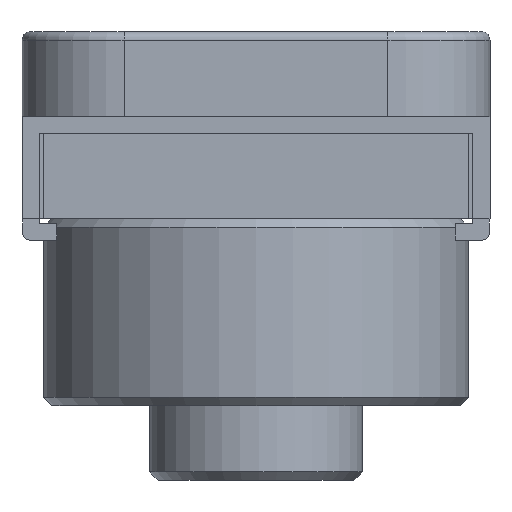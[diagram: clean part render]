
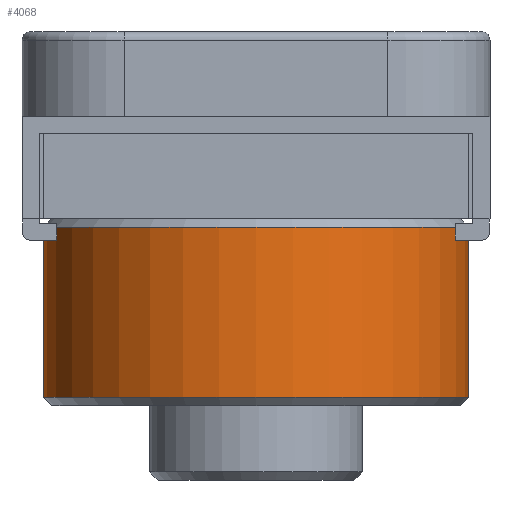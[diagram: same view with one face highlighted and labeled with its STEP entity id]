
A CAD part, front view. The second image highlights one B-rep face of the part: STEP entity #4068.
In plain terms, the highlighted cylindrical face has radius 25 mm (diameter 50 mm), a full revolution.
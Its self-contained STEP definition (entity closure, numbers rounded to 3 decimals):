
#450=FACE_OUTER_BOUND('',#685,.T.);
#685=EDGE_LOOP('',(#2878,#2879,#2880,#2881));
#931=CIRCLE('',#4550,25.);
#933=CIRCLE('',#4553,25.);
#1132=LINE('',#6693,#1420);
#1420=VECTOR('',#5195,25.);
#1742=VERTEX_POINT('',#6685);
#1744=VERTEX_POINT('',#6691);
#2178=EDGE_CURVE('',#1742,#1742,#931,.T.);
#2181=EDGE_CURVE('',#1744,#1744,#933,.T.);
#2182=EDGE_CURVE('',#1744,#1742,#1132,.T.);
#2878=ORIENTED_EDGE('',*,*,#2181,.F.);
#2879=ORIENTED_EDGE('',*,*,#2182,.T.);
#2880=ORIENTED_EDGE('',*,*,#2178,.F.);
#2881=ORIENTED_EDGE('',*,*,#2182,.F.);
#4012=CYLINDRICAL_SURFACE('',#4552,25.);
#4068=ADVANCED_FACE('',(#450),#4012,.T.);
#4550=AXIS2_PLACEMENT_3D('',#6686,#5186,#5187);
#4552=AXIS2_PLACEMENT_3D('',#6690,#5191,#5192);
#4553=AXIS2_PLACEMENT_3D('',#6692,#5193,#5194);
#5186=DIRECTION('center_axis',(0.,0.,-1.));
#5187=DIRECTION('ref_axis',(-1.,0.,0.));
#5191=DIRECTION('center_axis',(0.,0.,1.));
#5192=DIRECTION('ref_axis',(-1.,0.,0.));
#5193=DIRECTION('center_axis',(0.,0.,1.));
#5194=DIRECTION('ref_axis',(-1.,0.,0.));
#5195=DIRECTION('',(0.,0.,-1.));
#6685=CARTESIAN_POINT('',(25.,0.,1.));
#6686=CARTESIAN_POINT('Origin',(0.,0.,1.));
#6690=CARTESIAN_POINT('Origin',(0.,0.,0.));
#6691=CARTESIAN_POINT('',(25.,0.,21.));
#6692=CARTESIAN_POINT('Origin',(0.,0.,21.));
#6693=CARTESIAN_POINT('',(25.,0.,0.));
